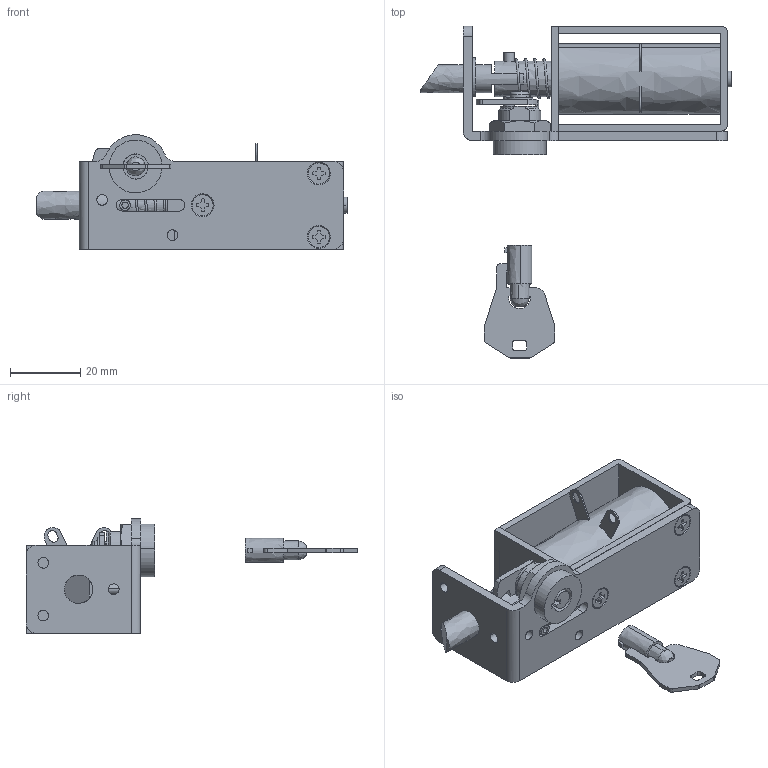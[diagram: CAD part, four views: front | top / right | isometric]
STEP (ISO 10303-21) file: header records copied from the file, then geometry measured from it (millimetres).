
FILE_DESCRIPTION((''),'2;1');
FILE_NAME('','2005-07-15T15:55:00',(''),(''),'','CADfix','');
FILE_SCHEMA(('AUTOMOTIVE_DESIGN'));
Length unit declared in the file: millimetre
Products named in the file (14): screw_1; spring; solenoid_2; solenoid_1; screw_2; retainer; pin; nut; lock; latch; key; cam; base; TL_259_1_1371_36
Assembly tree (15 placements, depth 2):
  TL_259_1_1371_36
    screw_1  x3
    spring
    solenoid_2
    solenoid_1
    screw_2
    retainer
    pin
    nut
    lock
    latch
    key
    cam
    base
Bounding box: 88 x 94.21 x 32.5 mm (x, y, z)
Volume: 33474.7 mm3; surface area: 23055 mm2
Topology: 15 solids, 15 shells, 394 faces, 1166 edges, 820 vertices
Faces by surface type: bspline 394
Entity records: 13779 total; most frequent: CARTESIAN_POINT 7686, ORIENTED_EDGE 2024, EDGE_CURVE 1012, VERTEX_POINT 714, QUASI_UNIFORM_CURVE 531, EDGE_LOOP 400, FACE_OUTER_BOUND 340, ADVANCED_FACE 340
